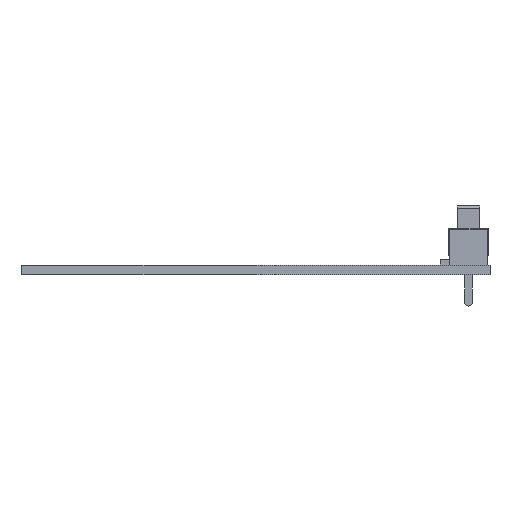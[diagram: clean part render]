
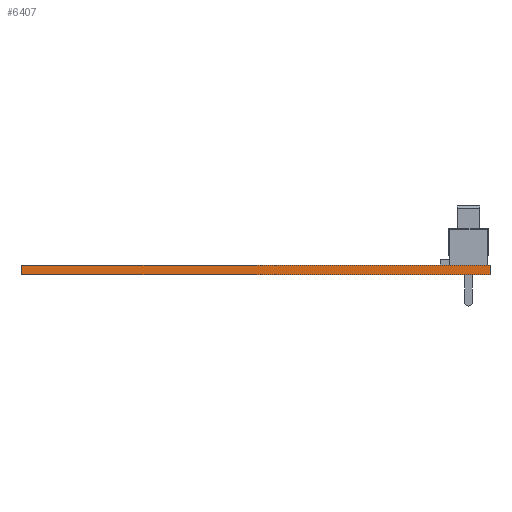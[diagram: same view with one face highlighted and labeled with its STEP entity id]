
A CAD part, front view. The second image highlights one B-rep face of the part: STEP entity #6407.
In plain terms, the highlighted planar face has unit normal (0, -1, 0).
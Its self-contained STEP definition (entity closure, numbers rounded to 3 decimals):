
#4338 = VERTEX_POINT('',#4339);
#4339 = CARTESIAN_POINT('',(85.81,-142.89,0.));
#4345 = EDGE_CURVE('',#4346,#4338,#4348,.T.);
#4346 = VERTEX_POINT('',#4347);
#4347 = CARTESIAN_POINT('',(165.81,-142.89,0.));
#4348 = LINE('',#4349,#4350);
#4349 = CARTESIAN_POINT('',(165.81,-142.89,0.));
#4350 = VECTOR('',#4351,1.);
#4351 = DIRECTION('',(-1.,0.,0.));
#5346 = VERTEX_POINT('',#5347);
#5347 = CARTESIAN_POINT('',(85.81,-142.89,1.606));
#5353 = EDGE_CURVE('',#5354,#5346,#5356,.T.);
#5354 = VERTEX_POINT('',#5355);
#5355 = CARTESIAN_POINT('',(165.81,-142.89,1.606));
#5356 = LINE('',#5357,#5358);
#5357 = CARTESIAN_POINT('',(165.81,-142.89,1.606));
#5358 = VECTOR('',#5359,1.);
#5359 = DIRECTION('',(-1.,0.,0.));
#6377 = EDGE_CURVE('',#4338,#5346,#6378,.T.);
#6378 = LINE('',#6379,#6380);
#6379 = CARTESIAN_POINT('',(85.81,-142.89,0.));
#6380 = VECTOR('',#6381,1.);
#6381 = DIRECTION('',(0.,0.,1.));
#6396 = EDGE_CURVE('',#4346,#5354,#6397,.T.);
#6397 = LINE('',#6398,#6399);
#6398 = CARTESIAN_POINT('',(165.81,-142.89,0.));
#6399 = VECTOR('',#6400,1.);
#6400 = DIRECTION('',(0.,0.,1.));
#6407 = ADVANCED_FACE('',(#6408),#6414,.T.);
#6408 = FACE_BOUND('',#6409,.T.);
#6409 = EDGE_LOOP('',(#6410,#6411,#6412,#6413));
#6410 = ORIENTED_EDGE('',*,*,#6396,.T.);
#6411 = ORIENTED_EDGE('',*,*,#5353,.T.);
#6412 = ORIENTED_EDGE('',*,*,#6377,.F.);
#6413 = ORIENTED_EDGE('',*,*,#4345,.F.);
#6414 = PLANE('',#6415);
#6415 = AXIS2_PLACEMENT_3D('',#6416,#6417,#6418);
#6416 = CARTESIAN_POINT('',(165.81,-142.89,0.));
#6417 = DIRECTION('',(0.,-1.,0.));
#6418 = DIRECTION('',(-1.,0.,0.));
